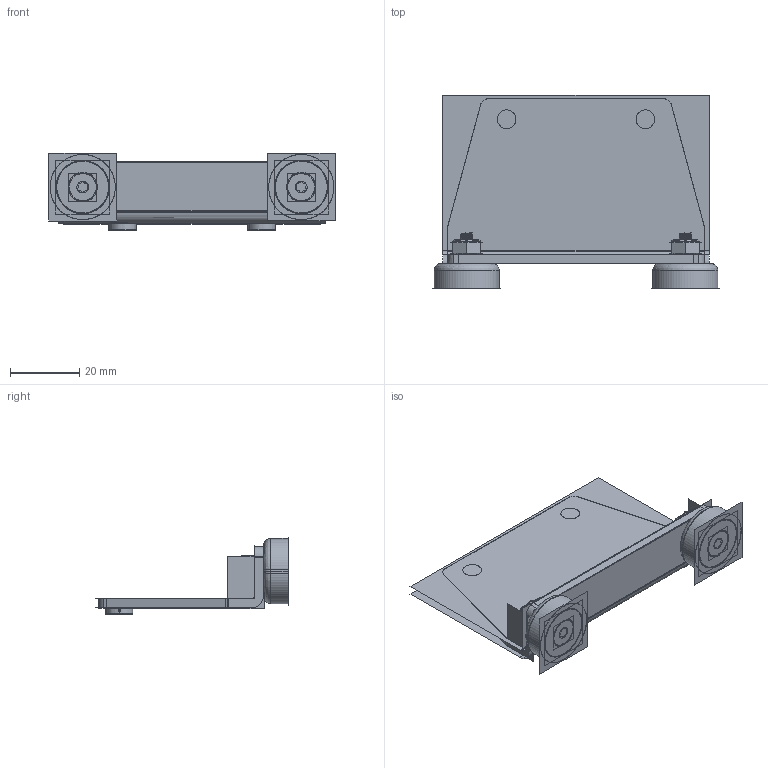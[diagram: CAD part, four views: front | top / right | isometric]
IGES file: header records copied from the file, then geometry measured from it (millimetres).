
Start section:  PTC IGES file: 229645.igs
Global section: file name: 229645.igs; native system: Creo Parametric by PTC Inc.; preprocessor: 2019292; author: PDMAdmin; organization: Unknown; date: 20220623.092551; units: millimetre
Bounding box: 82.55 x 55.68 x 22.39 mm (x, y, z)
Volume: 15081 mm3; surface area: 51710.7 mm2
Topology: 1 solids, 1 shells, 1060 faces, 5620 edges, 7212 vertices
Faces by surface type: revolution 672, bspline 388
